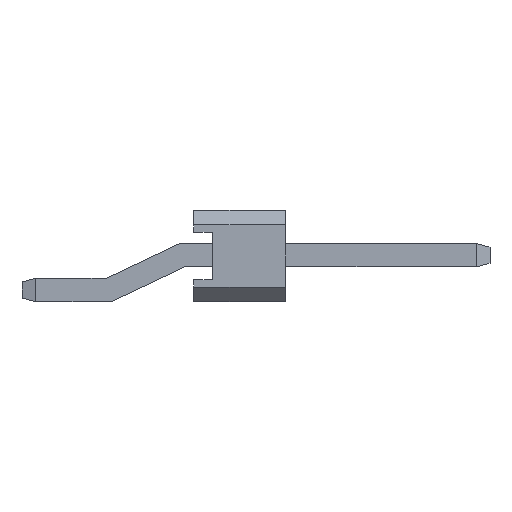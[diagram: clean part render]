
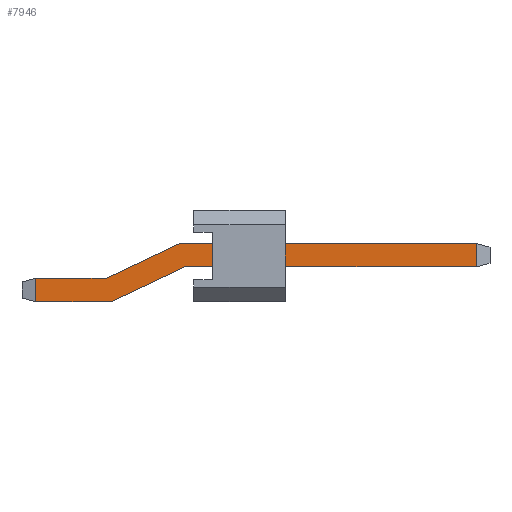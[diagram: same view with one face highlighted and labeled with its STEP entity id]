
A CAD part, front view. The second image highlights one B-rep face of the part: STEP entity #7946.
In plain terms, the highlighted planar face has unit normal (0, -1, 0).
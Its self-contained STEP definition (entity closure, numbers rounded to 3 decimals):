
#86=FACE_OUTER_BOUND('',#566,.T.);
#566=EDGE_LOOP('',(#5229,#5230,#5231,#5232,#5233,#5234,#5235,#5236));
#1043=LINE('',#11061,#2183);
#1052=LINE('',#11079,#2192);
#1062=LINE('',#11099,#2202);
#1065=LINE('',#11105,#2205);
#1067=LINE('',#11110,#2207);
#1068=LINE('',#11111,#2208);
#1069=LINE('',#11113,#2209);
#1070=LINE('',#11114,#2210);
#2183=VECTOR('',#8956,10.);
#2192=VECTOR('',#8969,10.);
#2202=VECTOR('',#8987,10.);
#2205=VECTOR('',#8994,10.);
#2207=VECTOR('',#9000,10.);
#2208=VECTOR('',#9001,10.);
#2209=VECTOR('',#9002,10.);
#2210=VECTOR('',#9003,10.);
#3314=VERTEX_POINT('',#11041);
#3317=VERTEX_POINT('',#11049);
#3327=VERTEX_POINT('',#11078);
#3328=VERTEX_POINT('',#11083);
#3333=VERTEX_POINT('',#11094);
#3334=VERTEX_POINT('',#11104);
#3335=VERTEX_POINT('',#11109);
#3336=VERTEX_POINT('',#11112);
#4043=EDGE_CURVE('',#3314,#3317,#1043,.T.);
#4052=EDGE_CURVE('',#3327,#3317,#1052,.T.);
#4062=EDGE_CURVE('',#3328,#3333,#1062,.T.);
#4065=EDGE_CURVE('',#3334,#3333,#1065,.T.);
#4067=EDGE_CURVE('',#3314,#3335,#1067,.T.);
#4068=EDGE_CURVE('',#3335,#3334,#1068,.T.);
#4069=EDGE_CURVE('',#3328,#3336,#1069,.T.);
#4070=EDGE_CURVE('',#3336,#3327,#1070,.T.);
#5229=ORIENTED_EDGE('',*,*,#4043,.F.);
#5230=ORIENTED_EDGE('',*,*,#4067,.T.);
#5231=ORIENTED_EDGE('',*,*,#4068,.T.);
#5232=ORIENTED_EDGE('',*,*,#4065,.T.);
#5233=ORIENTED_EDGE('',*,*,#4062,.F.);
#5234=ORIENTED_EDGE('',*,*,#4069,.T.);
#5235=ORIENTED_EDGE('',*,*,#4070,.T.);
#5236=ORIENTED_EDGE('',*,*,#4052,.T.);
#7466=PLANE('',#8469);
#7946=ADVANCED_FACE('',(#86),#7466,.T.);
#8469=AXIS2_PLACEMENT_3D('',#11108,#8998,#8999);
#8956=DIRECTION('',(0.,0.,1.));
#8969=DIRECTION('',(-1.,0.,0.));
#8987=DIRECTION('',(0.,0.,-1.));
#8994=DIRECTION('',(1.,0.,0.));
#8998=DIRECTION('center_axis',(0.,-1.,0.));
#8999=DIRECTION('ref_axis',(0.,0.,-1.));
#9000=DIRECTION('',(1.,0.,0.));
#9001=DIRECTION('',(0.903,0.,0.429));
#9002=DIRECTION('',(-1.,0.,0.));
#9003=DIRECTION('',(-0.903,0.,-0.429));
#11041=CARTESIAN_POINT('',(0.373,-0.32,0.));
#11049=CARTESIAN_POINT('',(0.373,-0.32,0.64));
#11061=CARTESIAN_POINT('',(0.373,-0.32,0.398));
#11078=CARTESIAN_POINT('',(2.3,-0.32,0.64));
#11079=CARTESIAN_POINT('',(0.,-0.32,0.64));
#11083=CARTESIAN_POINT('',(12.427,-0.32,1.59));
#11094=CARTESIAN_POINT('',(12.427,-0.32,0.95));
#11099=CARTESIAN_POINT('',(12.427,-0.32,1.193));
#11104=CARTESIAN_POINT('',(4.444,-0.32,0.95));
#11105=CARTESIAN_POINT('',(4.444,-0.32,0.95));
#11108=CARTESIAN_POINT('Origin',(6.4,-0.32,0.795));
#11109=CARTESIAN_POINT('',(2.444,-0.32,0.));
#11110=CARTESIAN_POINT('',(0.,-0.32,0.));
#11111=CARTESIAN_POINT('',(2.444,-0.32,0.));
#11112=CARTESIAN_POINT('',(4.3,-0.32,1.59));
#11113=CARTESIAN_POINT('',(4.3,-0.32,1.59));
#11114=CARTESIAN_POINT('',(2.3,-0.32,0.64));
